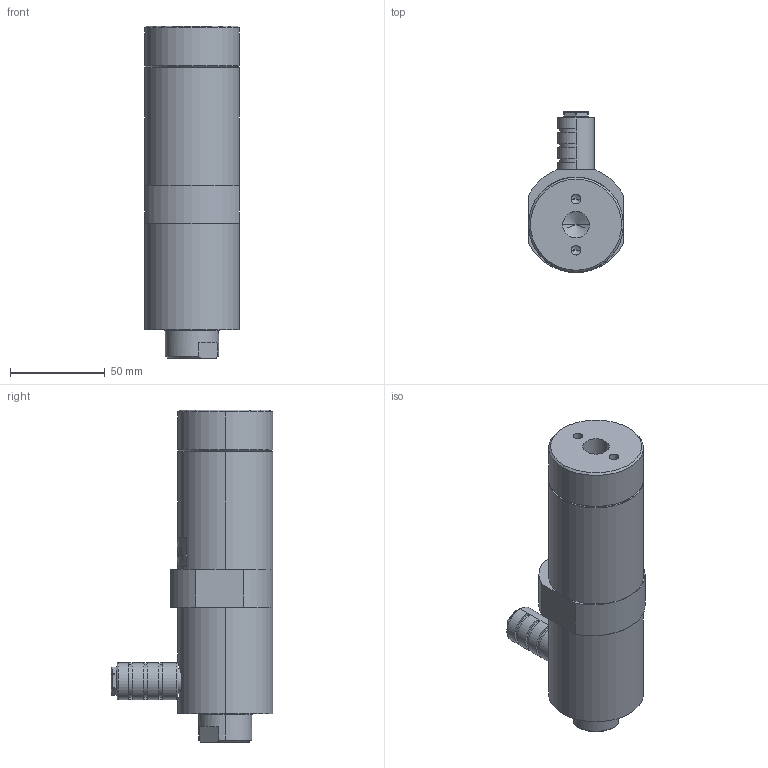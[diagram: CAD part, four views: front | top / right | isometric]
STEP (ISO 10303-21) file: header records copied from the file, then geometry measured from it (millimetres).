
FILE_DESCRIPTION (( 'STEP AP214' ), '1' );
FILE_NAME ('NTK 28 AL #03328010.STEP', '2022-02-01T09:21:19', ( '' ), ( '' ), 'SwSTEP 2.0', 'SolidWorks 2015', '' );
FILE_SCHEMA (( 'AUTOMOTIVE_DESIGN' ));
Length unit declared in the file: millimetre
Products named in the file (1): NTK 28 AL #03328010
Bounding box: 50 x 85 x 175 mm (x, y, z)
Volume: 344476.2 mm3; surface area: 65595.8 mm2
Topology: 5 solids, 5 shells, 175 faces, 443 edges, 286 vertices
Faces by surface type: cylinder 80, plane 49, cone 27, torus 11, sphere 8
Entity records: 6606 total; most frequent: CARTESIAN_POINT 2091, DIRECTION 917, ORIENTED_EDGE 862, EDGE_CURVE 431, AXIS2_PLACEMENT_3D 369, VERTEX_POINT 286, EDGE_LOOP 201, CIRCLE 193
